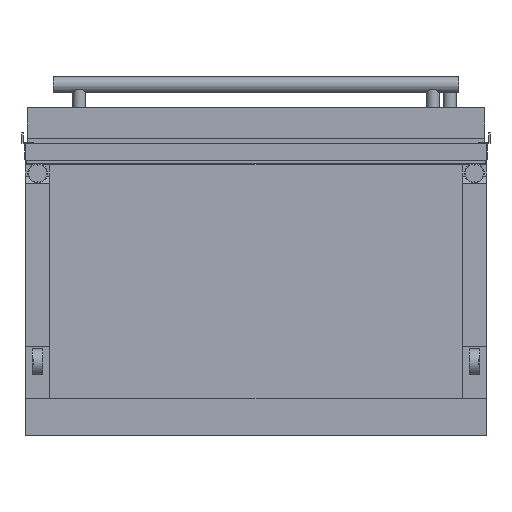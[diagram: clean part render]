
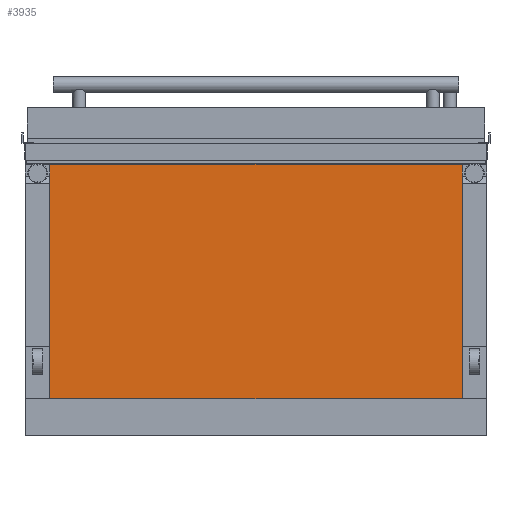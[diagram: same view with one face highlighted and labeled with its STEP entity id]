
A CAD part, front view. The second image highlights one B-rep face of the part: STEP entity #3935.
In plain terms, the highlighted planar face has unit normal (0, -1, 0).
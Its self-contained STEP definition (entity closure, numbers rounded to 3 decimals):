
#98 = VECTOR ( 'NONE', #14022, 1000. ) ;
#1612 = LINE ( 'NONE', #13254, #14521 ) ;
#1746 = DIRECTION ( 'NONE',  ( 0., 0., 1. ) ) ;
#2016 = ORIENTED_EDGE ( 'NONE', *, *, #6694, .T. ) ;
#2924 = ORIENTED_EDGE ( 'NONE', *, *, #7462, .F. ) ;
#3339 = VERTEX_POINT ( 'NONE', #15710 ) ;
#3935 = ADVANCED_FACE ( 'NONE', ( #16689 ), #5572, .F. ) ;
#3937 = DIRECTION ( 'NONE',  ( 1., 0., 0. ) ) ;
#4265 = LINE ( 'NONE', #9813, #6539 ) ;
#4347 = DIRECTION ( 'NONE',  ( 0., 1., 0. ) ) ;
#5048 = CARTESIAN_POINT ( 'NONE',  ( 396., -928.35, -280. ) ) ;
#5572 = PLANE ( 'NONE',  #8292 ) ;
#6533 = CARTESIAN_POINT ( 'NONE',  ( -396., -928.35, -210.4 ) ) ;
#6539 = VECTOR ( 'NONE', #7196, 1000. ) ;
#6614 = CARTESIAN_POINT ( 'NONE',  ( -396., -928.35, 240. ) ) ;
#6694 = EDGE_CURVE ( 'NONE', #9214, #3339, #4265, .T. ) ;
#6873 = CARTESIAN_POINT ( 'NONE',  ( 396., -928.35, -280. ) ) ;
#7196 = DIRECTION ( 'NONE',  ( 1., 0., 0. ) ) ;
#7462 = EDGE_CURVE ( 'NONE', #9214, #7529, #11758, .T. ) ;
#7529 = VERTEX_POINT ( 'NONE', #6614 ) ;
#8076 = VERTEX_POINT ( 'NONE', #15526 ) ;
#8292 = AXIS2_PLACEMENT_3D ( 'NONE', #6873, #4347, #1746 ) ;
#8792 = ORIENTED_EDGE ( 'NONE', *, *, #16893, .T. ) ;
#8853 = CARTESIAN_POINT ( 'NONE',  ( -396., -928.35, -280. ) ) ;
#9214 = VERTEX_POINT ( 'NONE', #6533 ) ;
#9740 = LINE ( 'NONE', #5048, #11420 ) ;
#9813 = CARTESIAN_POINT ( 'NONE',  ( 443., -928.35, -210.4 ) ) ;
#11420 = VECTOR ( 'NONE', #11814, 1000. ) ;
#11461 = EDGE_CURVE ( 'NONE', #7529, #8076, #1612, .T. ) ;
#11758 = LINE ( 'NONE', #8853, #98 ) ;
#11814 = DIRECTION ( 'NONE',  ( 0., 0., 1. ) ) ;
#13254 = CARTESIAN_POINT ( 'NONE',  ( 396., -928.35, 240. ) ) ;
#13982 = ORIENTED_EDGE ( 'NONE', *, *, #11461, .F. ) ;
#14022 = DIRECTION ( 'NONE',  ( 0., 0., 1. ) ) ;
#14521 = VECTOR ( 'NONE', #3937, 1000. ) ;
#15526 = CARTESIAN_POINT ( 'NONE',  ( 396., -928.35, 240. ) ) ;
#15710 = CARTESIAN_POINT ( 'NONE',  ( 396., -928.35, -210.4 ) ) ;
#16521 = EDGE_LOOP ( 'NONE', ( #2924, #2016, #8792, #13982 ) ) ;
#16689 = FACE_OUTER_BOUND ( 'NONE', #16521, .T. ) ;
#16893 = EDGE_CURVE ( 'NONE', #3339, #8076, #9740, .T. ) ;
